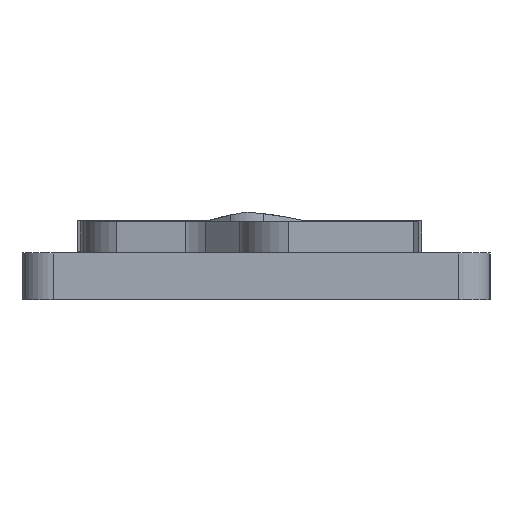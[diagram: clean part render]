
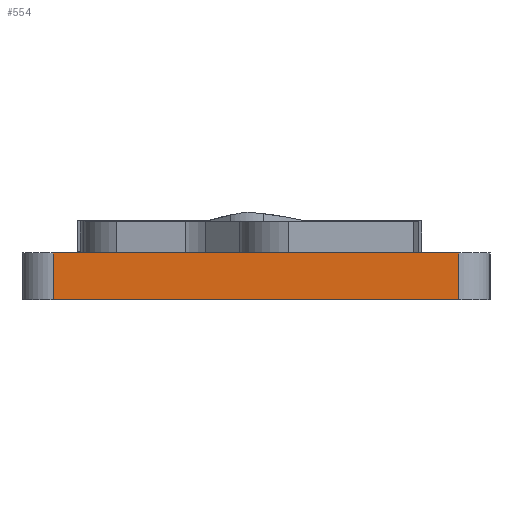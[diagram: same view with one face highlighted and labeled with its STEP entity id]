
A CAD part, left-side view. The second image highlights one B-rep face of the part: STEP entity #554.
In plain terms, the highlighted planar face has unit normal (-1, 0, 0).
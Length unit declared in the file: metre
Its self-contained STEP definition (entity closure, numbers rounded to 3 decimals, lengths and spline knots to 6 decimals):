
#554 = ADVANCED_FACE( '', ( #1008 ), #1009, .F. );
#1008 = FACE_OUTER_BOUND( '', #1710, .T. );
#1009 = PLANE( '', #1711 );
#1710 = EDGE_LOOP( '', ( #2881, #2882, #2883, #2884 ) );
#1711 = AXIS2_PLACEMENT_3D( '', #2885, #2886, #2887 );
#2881 = ORIENTED_EDGE( '', *, *, #3268, .T. );
#2882 = ORIENTED_EDGE( '', *, *, #3441, .T. );
#2883 = ORIENTED_EDGE( '', *, *, #3530, .F. );
#2884 = ORIENTED_EDGE( '', *, *, #3454, .T. );
#2885 = CARTESIAN_POINT( '', ( -0.368453, -0.044301, 0.003 ) );
#2886 = DIRECTION( '', ( 1., 0., 0. ) );
#2887 = DIRECTION( '', ( 0., 0., -1. ) );
#3268 = EDGE_CURVE( '', #4048, #4046, #4049, .T. );
#3441 = EDGE_CURVE( '', #4046, #4294, #4296, .F. );
#3454 = EDGE_CURVE( '', #4311, #4048, #4313, .T. );
#3530 = EDGE_CURVE( '', #4311, #4294, #4401, .T. );
#4046 = VERTEX_POINT( '', #5176 );
#4048 = VERTEX_POINT( '', #5178 );
#4049 = LINE( '', #5179, #5180 );
#4294 = VERTEX_POINT( '', #5600 );
#4296 = LINE( '', #5602, #5603 );
#4311 = VERTEX_POINT( '', #5641 );
#4313 = LINE( '', #5643, #5644 );
#4401 = LINE( '', #5773, #5774 );
#5176 = CARTESIAN_POINT( '', ( -0.368453, -0.057301, 0. ) );
#5178 = CARTESIAN_POINT( '', ( -0.368453, -0.031301, 0. ) );
#5179 = CARTESIAN_POINT( '', ( -0.368453, -0.044301, 0. ) );
#5180 = VECTOR( '', #6075, 1. );
#5600 = CARTESIAN_POINT( '', ( -0.368453, -0.057301, 0.003 ) );
#5602 = CARTESIAN_POINT( '', ( -0.368453, -0.057301, 0.003 ) );
#5603 = VECTOR( '', #6253, 1. );
#5641 = CARTESIAN_POINT( '', ( -0.368453, -0.031301, 0.003 ) );
#5643 = CARTESIAN_POINT( '', ( -0.368453, -0.031301, 0. ) );
#5644 = VECTOR( '', #6264, 1. );
#5773 = CARTESIAN_POINT( '', ( -0.368453, -0.044301, 0.003 ) );
#5774 = VECTOR( '', #6321, 1. );
#6075 = DIRECTION( '', ( 0., -1., 0. ) );
#6253 = DIRECTION( '', ( 0., 0., -1. ) );
#6264 = DIRECTION( '', ( 0., 0., -1. ) );
#6321 = DIRECTION( '', ( 0., -1., 0. ) );
